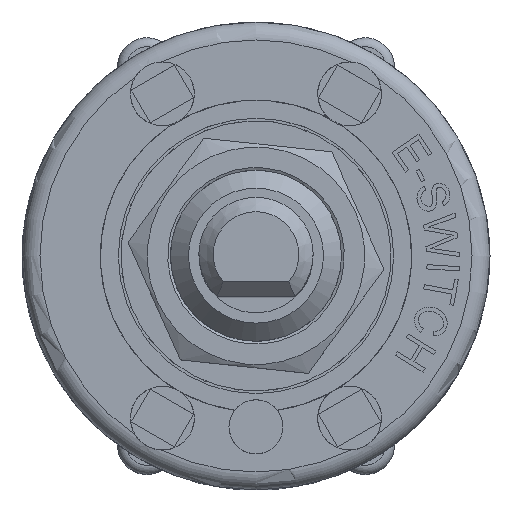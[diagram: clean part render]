
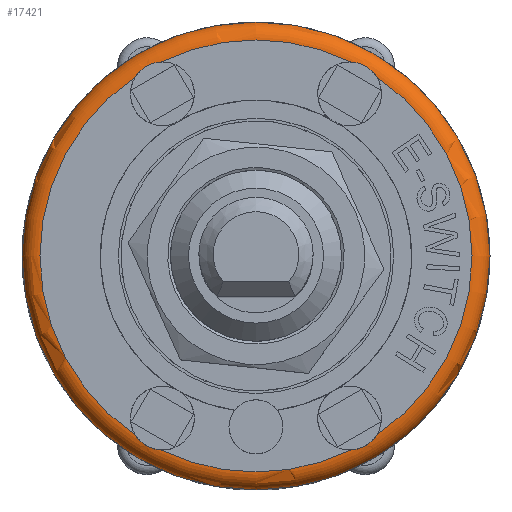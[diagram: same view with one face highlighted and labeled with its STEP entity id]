
A CAD part, top view. The second image highlights one B-rep face of the part: STEP entity #17421.
In plain terms, the highlighted toroidal (fillet/blend) face has major radius 12 mm and minor radius 1 mm.
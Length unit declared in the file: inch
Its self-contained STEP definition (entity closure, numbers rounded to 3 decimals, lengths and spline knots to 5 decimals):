
#28=TOROIDAL_SURFACE('',#18478,0.47244,0.03937);
#1278=B_SPLINE_CURVE_WITH_KNOTS('',3,(#29779,#29780,#29781,#29782,#29783,
#29784,#29785,#29786,#29787,#29788,#29789,#29790),.UNSPECIFIED.,.F.,.F.,
(4,2,2,2,2,4),(-0.26924,-0.24463,-0.21597,
-0.19207,-0.16451,-0.13568),.UNSPECIFIED.);
#1279=B_SPLINE_CURVE_WITH_KNOTS('',3,(#29802,#29803,#29804,#29805,#29806,
#29807,#29808,#29809,#29810,#29811,#29812,#29813),.UNSPECIFIED.,.F.,.F.,
(4,2,2,2,2,4),(-0.26924,-0.24463,-0.21597,
-0.19207,-0.16451,-0.13568),.UNSPECIFIED.);
#1280=B_SPLINE_CURVE_WITH_KNOTS('',3,(#29830,#29831,#29832,#29833,#29834,
#29835,#29836,#29837,#29838,#29839,#29840,#29841),.UNSPECIFIED.,.F.,.F.,
(4,2,2,2,2,4),(-0.26924,-0.24463,-0.21597,
-0.19207,-0.16451,-0.13568),.UNSPECIFIED.);
#1281=B_SPLINE_CURVE_WITH_KNOTS('',3,(#29863,#29864,#29865,#29866,#29867,
#29868,#29869,#29870,#29871,#29872,#29873,#29874),.UNSPECIFIED.,.F.,.F.,
(4,2,2,2,2,4),(-0.26924,-0.24463,-0.21597,
-0.19207,-0.16451,-0.13568),.UNSPECIFIED.);
#2135=FACE_OUTER_BOUND('',#3154,.T.);
#3154=EDGE_LOOP('',(#15980,#15981,#15982,#15983,#15984,#15985,#15986,#15987,
#15988,#15989,#15990,#15991));
#7158=CIRCLE('',#18431,0.51181);
#7185=CIRCLE('',#18479,0.03937);
#7186=CIRCLE('',#18480,0.47244);
#7187=CIRCLE('',#18481,0.47244);
#7188=CIRCLE('',#18482,0.47244);
#7189=CIRCLE('',#18483,0.47244);
#7190=CIRCLE('',#18484,0.47244);
#8761=VERTEX_POINT('',#29741);
#8769=VERTEX_POINT('',#29777);
#8770=VERTEX_POINT('',#29778);
#8773=VERTEX_POINT('',#29800);
#8774=VERTEX_POINT('',#29801);
#8779=VERTEX_POINT('',#29828);
#8780=VERTEX_POINT('',#29829);
#8787=VERTEX_POINT('',#29861);
#8788=VERTEX_POINT('',#29862);
#8791=VERTEX_POINT('',#29884);
#11210=EDGE_CURVE('',#8761,#8761,#7158,.T.);
#11228=EDGE_CURVE('',#8769,#8770,#1278,.T.);
#11234=EDGE_CURVE('',#8773,#8774,#1279,.T.);
#11242=EDGE_CURVE('',#8779,#8780,#1280,.T.);
#11252=EDGE_CURVE('',#8787,#8788,#1281,.T.);
#11258=EDGE_CURVE('',#8761,#8791,#7185,.T.);
#11259=EDGE_CURVE('',#8791,#8779,#7186,.T.);
#11260=EDGE_CURVE('',#8780,#8773,#7187,.T.);
#11261=EDGE_CURVE('',#8774,#8769,#7188,.T.);
#11262=EDGE_CURVE('',#8770,#8787,#7189,.T.);
#11263=EDGE_CURVE('',#8788,#8791,#7190,.T.);
#15980=ORIENTED_EDGE('',*,*,#11210,.T.);
#15981=ORIENTED_EDGE('',*,*,#11258,.T.);
#15982=ORIENTED_EDGE('',*,*,#11259,.T.);
#15983=ORIENTED_EDGE('',*,*,#11242,.T.);
#15984=ORIENTED_EDGE('',*,*,#11260,.T.);
#15985=ORIENTED_EDGE('',*,*,#11234,.T.);
#15986=ORIENTED_EDGE('',*,*,#11261,.T.);
#15987=ORIENTED_EDGE('',*,*,#11228,.T.);
#15988=ORIENTED_EDGE('',*,*,#11262,.T.);
#15989=ORIENTED_EDGE('',*,*,#11252,.T.);
#15990=ORIENTED_EDGE('',*,*,#11263,.T.);
#15991=ORIENTED_EDGE('',*,*,#11258,.F.);
#17421=ADVANCED_FACE('',(#2135),#28,.T.);
#18431=AXIS2_PLACEMENT_3D('',#29742,#22165,#22166);
#18478=AXIS2_PLACEMENT_3D('',#29883,#22276,#22277);
#18479=AXIS2_PLACEMENT_3D('',#29885,#22278,#22279);
#18480=AXIS2_PLACEMENT_3D('',#29886,#22280,#22281);
#18481=AXIS2_PLACEMENT_3D('',#29887,#22282,#22283);
#18482=AXIS2_PLACEMENT_3D('',#29888,#22284,#22285);
#18483=AXIS2_PLACEMENT_3D('',#29889,#22286,#22287);
#18484=AXIS2_PLACEMENT_3D('',#29890,#22288,#22289);
#22165=DIRECTION('center_axis',(0.,0.,1.));
#22166=DIRECTION('ref_axis',(-1.,0.,0.));
#22276=DIRECTION('center_axis',(0.,0.,-1.));
#22277=DIRECTION('ref_axis',(-1.,0.,0.));
#22278=DIRECTION('center_axis',(0.,-1.,0.));
#22279=DIRECTION('ref_axis',(1.,0.,0.));
#22280=DIRECTION('center_axis',(0.,0.,-1.));
#22281=DIRECTION('ref_axis',(-1.,0.,0.));
#22282=DIRECTION('center_axis',(0.,0.,-1.));
#22283=DIRECTION('ref_axis',(-1.,0.,0.));
#22284=DIRECTION('center_axis',(0.,0.,-1.));
#22285=DIRECTION('ref_axis',(-1.,0.,0.));
#22286=DIRECTION('center_axis',(0.,0.,-1.));
#22287=DIRECTION('ref_axis',(-1.,0.,0.));
#22288=DIRECTION('center_axis',(0.,0.,-1.));
#22289=DIRECTION('ref_axis',(-1.,0.,0.));
#29741=CARTESIAN_POINT('',(0.51181,0.,0.37402));
#29742=CARTESIAN_POINT('Origin',(0.,0.,0.37402));
#29777=CARTESIAN_POINT('',(-0.26379,0.39194,0.41339));
#29778=CARTESIAN_POINT('',(-0.20753,0.42442,0.41339));
#29779=CARTESIAN_POINT('Ctrl Pts',(-0.26379,0.39194,
0.41339));
#29780=CARTESIAN_POINT('Ctrl Pts',(-0.26165,0.39532,
0.41339));
#29781=CARTESIAN_POINT('Ctrl Pts',(-0.25918,0.39859,
0.41329));
#29782=CARTESIAN_POINT('Ctrl Pts',(-0.25306,0.40529,
0.41304));
#29783=CARTESIAN_POINT('Ctrl Pts',(-0.2494,0.40855,
0.4129));
#29784=CARTESIAN_POINT('Ctrl Pts',(-0.24211,0.41377,
0.41277));
#29785=CARTESIAN_POINT('Ctrl Pts',(-0.2386,0.41585,
0.41276));
#29786=CARTESIAN_POINT('Ctrl Pts',(-0.23069,0.41964,
0.41286));
#29787=CARTESIAN_POINT('Ctrl Pts',(-0.22626,0.42124,
0.41299));
#29788=CARTESIAN_POINT('Ctrl Pts',(-0.21694,0.42357,
0.41325));
#29789=CARTESIAN_POINT('Ctrl Pts',(-0.21219,0.42423,
0.41339));
#29790=CARTESIAN_POINT('Ctrl Pts',(-0.20753,0.42442,
0.41339));
#29800=CARTESIAN_POINT('',(-0.20753,-0.42442,0.41339));
#29801=CARTESIAN_POINT('',(-0.26379,-0.39194,0.41339));
#29802=CARTESIAN_POINT('Ctrl Pts',(-0.20753,-0.42442,
0.41339));
#29803=CARTESIAN_POINT('Ctrl Pts',(-0.21153,-0.42426,
0.41339));
#29804=CARTESIAN_POINT('Ctrl Pts',(-0.2156,-0.42375,
0.41329));
#29805=CARTESIAN_POINT('Ctrl Pts',(-0.22446,-0.42181,
0.41304));
#29806=CARTESIAN_POINT('Ctrl Pts',(-0.22911,-0.42026,
0.4129));
#29807=CARTESIAN_POINT('Ctrl Pts',(-0.23728,-0.41656,
0.41277));
#29808=CARTESIAN_POINT('Ctrl Pts',(-0.24084,-0.41456,
0.41276));
#29809=CARTESIAN_POINT('Ctrl Pts',(-0.24808,-0.4096,
0.41286));
#29810=CARTESIAN_POINT('Ctrl Pts',(-0.25168,-0.40656,
0.41299));
#29811=CARTESIAN_POINT('Ctrl Pts',(-0.25836,-0.39966,
0.41325));
#29812=CARTESIAN_POINT('Ctrl Pts',(-0.2613,-0.39588,
0.41339));
#29813=CARTESIAN_POINT('Ctrl Pts',(-0.26379,-0.39194,
0.41339));
#29828=CARTESIAN_POINT('',(0.26379,-0.39194,0.41339));
#29829=CARTESIAN_POINT('',(0.20753,-0.42442,0.41339));
#29830=CARTESIAN_POINT('Ctrl Pts',(0.26379,-0.39194,
0.41339));
#29831=CARTESIAN_POINT('Ctrl Pts',(0.26165,-0.39532,
0.41339));
#29832=CARTESIAN_POINT('Ctrl Pts',(0.25918,-0.39859,
0.41329));
#29833=CARTESIAN_POINT('Ctrl Pts',(0.25306,-0.40529,
0.41304));
#29834=CARTESIAN_POINT('Ctrl Pts',(0.2494,-0.40855,
0.4129));
#29835=CARTESIAN_POINT('Ctrl Pts',(0.24211,-0.41377,
0.41277));
#29836=CARTESIAN_POINT('Ctrl Pts',(0.2386,-0.41585,
0.41276));
#29837=CARTESIAN_POINT('Ctrl Pts',(0.23069,-0.41964,
0.41286));
#29838=CARTESIAN_POINT('Ctrl Pts',(0.22626,-0.42124,
0.41299));
#29839=CARTESIAN_POINT('Ctrl Pts',(0.21694,-0.42357,
0.41325));
#29840=CARTESIAN_POINT('Ctrl Pts',(0.21219,-0.42423,
0.41339));
#29841=CARTESIAN_POINT('Ctrl Pts',(0.20753,-0.42442,
0.41339));
#29861=CARTESIAN_POINT('',(0.20753,0.42442,0.41339));
#29862=CARTESIAN_POINT('',(0.26379,0.39194,0.41339));
#29863=CARTESIAN_POINT('Ctrl Pts',(0.20753,0.42442,0.41339));
#29864=CARTESIAN_POINT('Ctrl Pts',(0.21153,0.42426,
0.41339));
#29865=CARTESIAN_POINT('Ctrl Pts',(0.2156,0.42375,
0.41329));
#29866=CARTESIAN_POINT('Ctrl Pts',(0.22446,0.42181,0.41304));
#29867=CARTESIAN_POINT('Ctrl Pts',(0.22911,0.42026,
0.4129));
#29868=CARTESIAN_POINT('Ctrl Pts',(0.23728,0.41656,0.41277));
#29869=CARTESIAN_POINT('Ctrl Pts',(0.24084,0.41456,
0.41276));
#29870=CARTESIAN_POINT('Ctrl Pts',(0.24808,0.4096,
0.41286));
#29871=CARTESIAN_POINT('Ctrl Pts',(0.25168,0.40656,
0.41299));
#29872=CARTESIAN_POINT('Ctrl Pts',(0.25836,0.39966,
0.41325));
#29873=CARTESIAN_POINT('Ctrl Pts',(0.2613,0.39588,
0.41339));
#29874=CARTESIAN_POINT('Ctrl Pts',(0.26379,0.39194,
0.41339));
#29883=CARTESIAN_POINT('Origin',(0.,0.,0.37402));
#29884=CARTESIAN_POINT('',(0.47244,0.,0.41339));
#29885=CARTESIAN_POINT('Origin',(0.47244,0.,
0.37402));
#29886=CARTESIAN_POINT('Origin',(0.,0.,0.41339));
#29887=CARTESIAN_POINT('Origin',(0.,0.,0.41339));
#29888=CARTESIAN_POINT('Origin',(0.,0.,0.41339));
#29889=CARTESIAN_POINT('Origin',(0.,0.,0.41339));
#29890=CARTESIAN_POINT('Origin',(0.,0.,0.41339));
